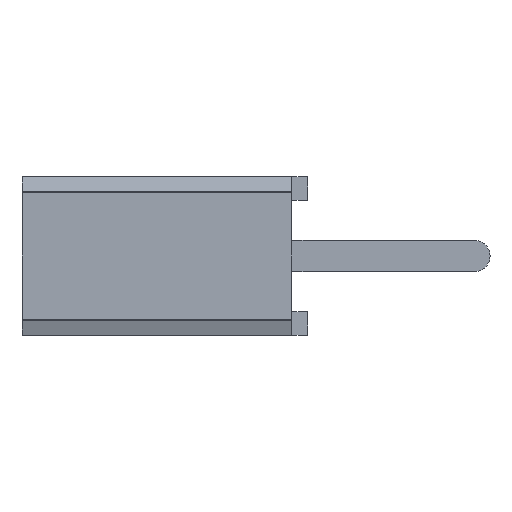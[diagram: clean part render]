
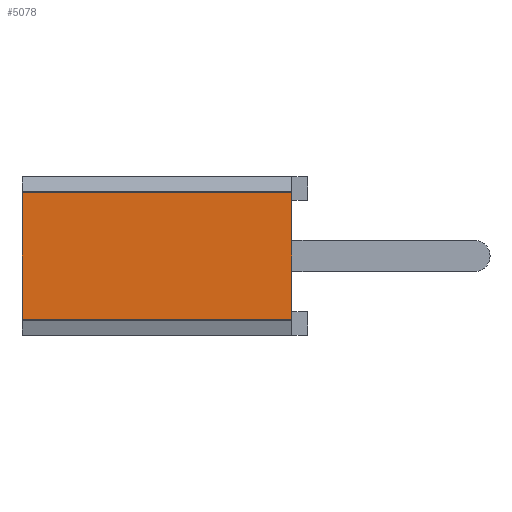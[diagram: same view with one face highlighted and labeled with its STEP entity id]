
A CAD part, left-side view. The second image highlights one B-rep face of the part: STEP entity #5078.
In plain terms, the highlighted planar face has unit normal (-1, 0, 0).
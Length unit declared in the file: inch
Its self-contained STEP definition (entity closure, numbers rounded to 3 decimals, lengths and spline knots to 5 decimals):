
#832=ORIENTED_EDGE('',*,*,#1947,.T.);
#833=ORIENTED_EDGE('',*,*,#1948,.T.);
#834=ORIENTED_EDGE('',*,*,#1949,.T.);
#835=ORIENTED_EDGE('',*,*,#1950,.F.);
#1947=EDGE_CURVE('',#2544,#2545,#3127,.T.);
#1948=EDGE_CURVE('',#2545,#2546,#3128,.T.);
#1949=EDGE_CURVE('',#2546,#2547,#3129,.T.);
#1950=EDGE_CURVE('',#2544,#2547,#3130,.T.);
#2544=VERTEX_POINT('',#7715);
#2545=VERTEX_POINT('',#7716);
#2546=VERTEX_POINT('',#7718);
#2547=VERTEX_POINT('',#7720);
#3127=LINE('',#7714,#3835);
#3128=LINE('',#7717,#3836);
#3129=LINE('',#7719,#3837);
#3130=LINE('',#7721,#3838);
#3835=VECTOR('',#6274,39.37008);
#3836=VECTOR('',#6275,39.37008);
#3837=VECTOR('',#6276,39.37008);
#3838=VECTOR('',#6277,39.37008);
#4260=EDGE_LOOP('',(#832,#833,#834,#835));
#4542=FACE_BOUND('',#4260,.T.);
#4810=PLANE('',#5387);
#5078=ADVANCED_FACE('',(#4542),#4810,.F.);
#5387=AXIS2_PLACEMENT_3D('',#7713,#6272,#6273);
#6272=DIRECTION('',(1.,0.,0.));
#6273=DIRECTION('',(0.,0.,-1.));
#6274=DIRECTION('',(0.,-1.,0.));
#6275=DIRECTION('',(0.,0.,1.));
#6276=DIRECTION('',(0.,1.,0.));
#6277=DIRECTION('',(0.,0.,1.));
#7713=CARTESIAN_POINT('',(-0.1795,0.18,-0.05));
#7714=CARTESIAN_POINT('',(-0.1795,0.18,-0.04038));
#7715=CARTESIAN_POINT('',(-0.1795,0.18,-0.04038));
#7716=CARTESIAN_POINT('',(-0.1795,0.01,-0.04038));
#7717=CARTESIAN_POINT('',(-0.1795,0.01,-0.035));
#7718=CARTESIAN_POINT('',(-0.1795,0.01,0.04038));
#7719=CARTESIAN_POINT('',(-0.1795,0.18,0.04038));
#7720=CARTESIAN_POINT('',(-0.1795,0.18,0.04038));
#7721=CARTESIAN_POINT('',(-0.1795,0.18,-0.05));
